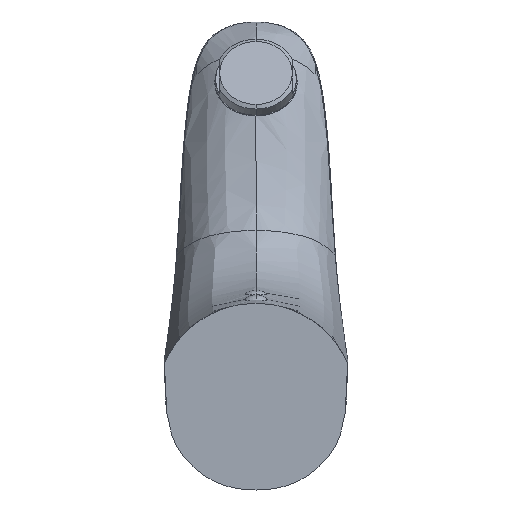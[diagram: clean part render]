
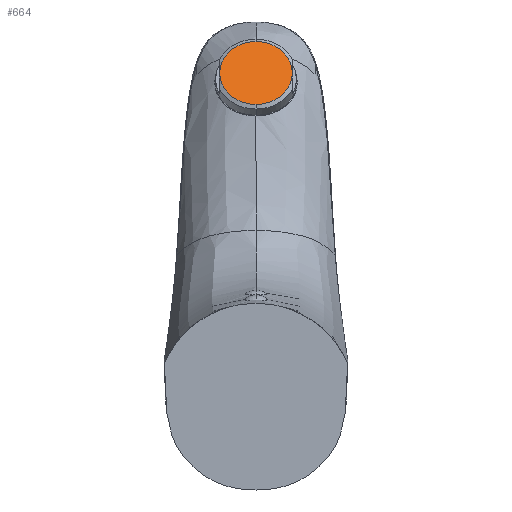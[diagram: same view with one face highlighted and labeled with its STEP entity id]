
A CAD part, front view. The second image highlights one B-rep face of the part: STEP entity #664.
In plain terms, the highlighted planar face has unit normal (0, -0.866, 0.5).
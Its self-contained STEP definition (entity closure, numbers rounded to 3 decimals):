
#566 = PLANE ( 'NONE',  #1635 ) ;
#664 = ADVANCED_FACE ( 'NONE', ( #7295 ), #566, .T. ) ;
#1153 = CARTESIAN_POINT ( 'NONE',  ( -177.276, 435.179, 458.12 ) ) ;
#1178 = CIRCLE ( 'NONE', #6516, 10.8 ) ;
#1325 = AXIS2_PLACEMENT_3D ( 'NONE', #2830, #2171, #1590 ) ;
#1341 = DIRECTION ( 'NONE',  ( 0., 0.866, -0.5 ) ) ;
#1491 = ORIENTED_EDGE ( 'NONE', *, *, #3749, .F. ) ;
#1590 = DIRECTION ( 'NONE',  ( 0., 0.5, 0.866 ) ) ;
#1635 = AXIS2_PLACEMENT_3D ( 'NONE', #7224, #6590, #7735 ) ;
#1764 = ORIENTED_EDGE ( 'NONE', *, *, #6316, .F. ) ;
#2171 = DIRECTION ( 'NONE',  ( 0., 0.866, -0.5 ) ) ;
#2241 = VERTEX_POINT ( 'NONE', #1153 ) ;
#2830 = CARTESIAN_POINT ( 'NONE',  ( -177.276, 429.779, 448.767 ) ) ;
#3137 = CARTESIAN_POINT ( 'NONE',  ( -177.276, 429.779, 448.767 ) ) ;
#3435 = CIRCLE ( 'NONE', #1325, 10.8 ) ;
#3749 = EDGE_CURVE ( 'NONE', #2241, #7409, #3435, .T. ) ;
#4917 = DIRECTION ( 'NONE',  ( 0., 0.5, 0.866 ) ) ;
#5153 = EDGE_LOOP ( 'NONE', ( #1491, #1764 ) ) ;
#6316 = EDGE_CURVE ( 'NONE', #7409, #2241, #1178, .T. ) ;
#6516 = AXIS2_PLACEMENT_3D ( 'NONE', #3137, #1341, #4917 ) ;
#6590 = DIRECTION ( 'NONE',  ( 0., -0.866, 0.5 ) ) ;
#7224 = CARTESIAN_POINT ( 'NONE',  ( -166.476, 429.779, 448.767 ) ) ;
#7295 = FACE_OUTER_BOUND ( 'NONE', #5153, .T. ) ;
#7409 = VERTEX_POINT ( 'NONE', #7552 ) ;
#7552 = CARTESIAN_POINT ( 'NONE',  ( -177.276, 424.379, 439.414 ) ) ;
#7735 = DIRECTION ( 'NONE',  ( -1., 0., 0. ) ) ;
